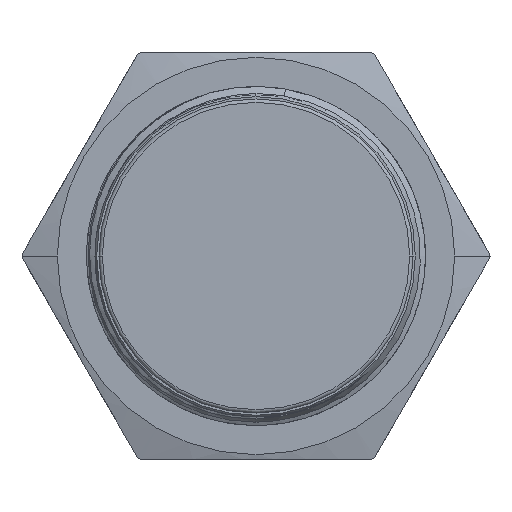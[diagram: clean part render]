
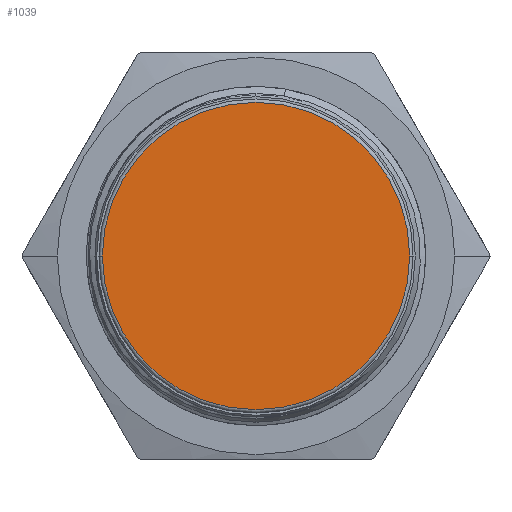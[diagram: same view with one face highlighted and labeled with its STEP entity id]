
A CAD part, front view. The second image highlights one B-rep face of the part: STEP entity #1039.
In plain terms, the highlighted planar face has unit normal (0, -1, 0).
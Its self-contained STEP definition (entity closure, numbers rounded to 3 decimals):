
#273=PLANE('',#5028);
#1039=ADVANCED_FACE('',(#1336),#273,.T.);
#1336=FACE_OUTER_BOUND('',#1614,.T.);
#1614=EDGE_LOOP('',(#3128,#3129));
#3128=ORIENTED_EDGE('',*,*,#4517,.T.);
#3129=ORIENTED_EDGE('',*,*,#4516,.T.);
#3881=VERTEX_POINT('',#21384);
#3882=VERTEX_POINT('',#21386);
#4516=EDGE_CURVE('',#3881,#3882,#4757,.T.);
#4517=EDGE_CURVE('',#3882,#3881,#4758,.T.);
#4757=CIRCLE('',#5025,13.6);
#4758=CIRCLE('',#5027,13.6);
#5025=AXIS2_PLACEMENT_3D('',#21387,#5713,#5714);
#5027=AXIS2_PLACEMENT_3D('',#21389,#5717,#5718);
#5028=AXIS2_PLACEMENT_3D('',#21390,#5719,#5720);
#5713=DIRECTION('',(0.,-1.,0.));
#5714=DIRECTION('',(-1.,0.,0.));
#5717=DIRECTION('',(0.,-1.,0.));
#5718=DIRECTION('',(1.,0.,0.));
#5719=DIRECTION('',(0.,-1.,0.));
#5720=DIRECTION('',(0.,0.,-1.));
#21384=CARTESIAN_POINT('',(-13.6,-15.,0.));
#21386=CARTESIAN_POINT('',(13.6,-15.,0.));
#21387=CARTESIAN_POINT('',(0.,-15.,0.));
#21389=CARTESIAN_POINT('',(0.,-15.,0.));
#21390=CARTESIAN_POINT('',(0.,-15.,0.));
